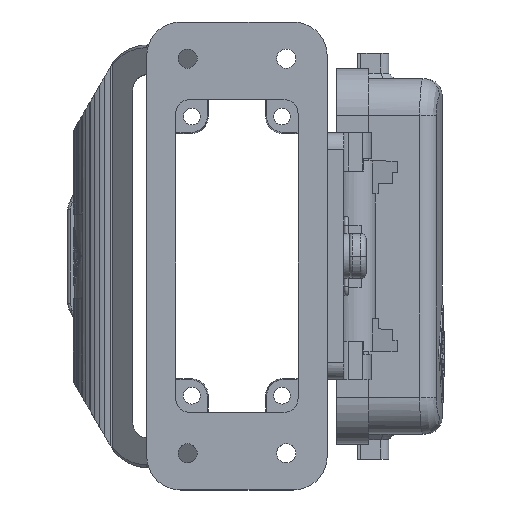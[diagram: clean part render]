
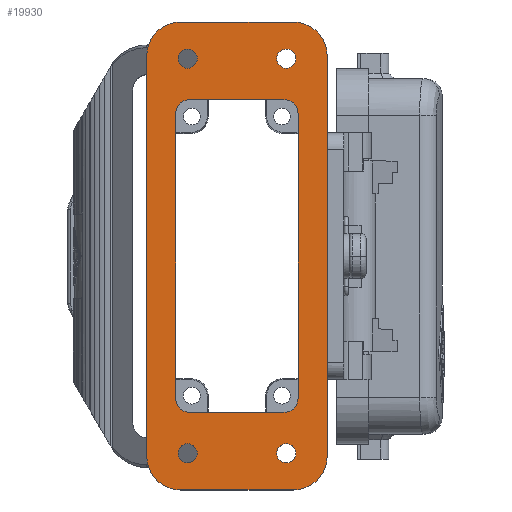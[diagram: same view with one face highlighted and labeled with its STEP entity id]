
A CAD part, top view. The second image highlights one B-rep face of the part: STEP entity #19930.
In plain terms, the highlighted face is planar.
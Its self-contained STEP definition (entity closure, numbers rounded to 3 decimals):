
#16570=CARTESIAN_POINT('',(28.15,-23.8,
6.05));
#16580=DIRECTION('',(0.,-1.,0.));
#16590=DIRECTION('',(0.,0.,-1.));
#16600=AXIS2_PLACEMENT_3D('',#16570,#16580,#16590);
#16610=CIRCLE('',#16600,2.5);
#16620=CARTESIAN_POINT('',(28.15,-23.8,
3.55));
#16630=VERTEX_POINT('',#16620);
#16640=CARTESIAN_POINT('',(30.65,-23.8,
6.05));
#16650=VERTEX_POINT('',#16640);
#16660=EDGE_CURVE('',#16630,#16650,#16610,.T.);
#16890=CARTESIAN_POINT('',(-22.35,-23.8,
6.05));
#16900=DIRECTION('',(0.,-1.,0.));
#16910=DIRECTION('',(0.,0.,-1.));
#16920=AXIS2_PLACEMENT_3D('',#16890,#16900,#16910);
#16930=CIRCLE('',#16920,2.5);
#16940=CARTESIAN_POINT('',(-24.85,-23.8,
6.05));
#16950=VERTEX_POINT('',#16940);
#16960=CARTESIAN_POINT('',(-22.35,-23.8,
3.55));
#16970=VERTEX_POINT('',#16960);
#16980=EDGE_CURVE('',#16950,#16970,#16930,.T.);
#17260=CARTESIAN_POINT('',(30.65,-23.8,
22.75));
#17270=VERTEX_POINT('',#17260);
#17300=CARTESIAN_POINT('',(30.65,-23.8,0.));
#17310=DIRECTION('',(0.,0.,1.));
#17320=VECTOR('',#17310,1.);
#17330=LINE('',#17300,#17320);
#17340=EDGE_CURVE('',#16650,#17270,#17330,.T.);
#17450=CARTESIAN_POINT('',(28.15,-23.8,
22.75));
#17460=DIRECTION('',(0.,-1.,0.));
#17470=DIRECTION('',(0.,0.,-1.));
#17480=AXIS2_PLACEMENT_3D('',#17450,#17460,#17470);
#17490=CIRCLE('',#17480,2.5);
#17500=CARTESIAN_POINT('',(28.15,-23.8,
25.25));
#17510=VERTEX_POINT('',#17500);
#17520=EDGE_CURVE('',#17270,#17510,#17490,.T.);
#17750=CARTESIAN_POINT('',(-22.35,-23.8,
25.25));
#17760=VERTEX_POINT('',#17750);
#17790=CARTESIAN_POINT('',(0.,-23.8,25.25));
#17800=DIRECTION('',(-1.,0.,0.));
#17810=VECTOR('',#17800,1.);
#17820=LINE('',#17790,#17810);
#17830=EDGE_CURVE('',#17510,#17760,#17820,.T.);
#17940=CARTESIAN_POINT('',(-22.35,-23.8,
22.75));
#17950=DIRECTION('',(0.,-1.,0.));
#17960=DIRECTION('',(0.,0.,-1.));
#17970=AXIS2_PLACEMENT_3D('',#17940,#17950,#17960);
#17980=CIRCLE('',#17970,2.5);
#17990=CARTESIAN_POINT('',(-24.85,-23.8,
22.75));
#18000=VERTEX_POINT('',#17990);
#18010=EDGE_CURVE('',#17760,#18000,#17980,.T.);
#18190=CARTESIAN_POINT('',(-24.85,-23.8,0.));
#18200=DIRECTION('',(0.,0.,-1.));
#18210=VECTOR('',#18200,1.);
#18220=LINE('',#18190,#18210);
#18230=EDGE_CURVE('',#18000,#16950,#18220,.T.);
#18360=CARTESIAN_POINT('',(0.,-23.8,3.55));
#18370=DIRECTION('',(1.,0.,0.));
#18380=VECTOR('',#18370,1.);
#18390=LINE('',#18360,#18380);
#18400=EDGE_CURVE('',#16970,#16630,#18390,.T.);
#18480=CARTESIAN_POINT('',(36.679,-23.8,
26.221));
#18490=DIRECTION('',(0.,-1.,0.));
#18500=DIRECTION('',(0.,0.,-1.));
#18510=AXIS2_PLACEMENT_3D('',#18480,#18490,#18500);
#18520=PLANE('',#18510);
#18530=CARTESIAN_POINT('',(37.9,-23.8,
5.65));
#18540=DIRECTION('',(0.,-1.,0.));
#18550=DIRECTION('',(0.,0.,1.));
#18560=AXIS2_PLACEMENT_3D('',#18530,#18540,#18550);
#18570=CIRCLE('',#18560,1.7);
#18580=CARTESIAN_POINT('',(37.9,-23.8,
7.35));
#18590=VERTEX_POINT('',#18580);
#18600=CARTESIAN_POINT('',(37.9,-23.8,
3.95));
#18610=VERTEX_POINT('',#18600);
#18620=EDGE_CURVE('',#18590,#18610,#18570,.T.);
#18630=ORIENTED_EDGE('',*,*,#18620,.F.);
#18640=EDGE_CURVE('',#18610,#18590,#18570,.T.);
#18650=ORIENTED_EDGE('',*,*,#18640,.F.);
#18660=EDGE_LOOP('',(#18650,#18630));
#18670=FACE_BOUND('',#18660,.T.);
#18680=ORIENTED_EDGE('',*,*,#18010,.F.);
#18690=ORIENTED_EDGE('',*,*,#18230,.F.);
#18700=ORIENTED_EDGE('',*,*,#16980,.F.);
#18710=ORIENTED_EDGE('',*,*,#18400,.F.);
#18720=ORIENTED_EDGE('',*,*,#16660,.F.);
#18730=ORIENTED_EDGE('',*,*,#17340,.F.);
#18740=ORIENTED_EDGE('',*,*,#17520,.F.);
#18750=ORIENTED_EDGE('',*,*,#17830,.F.);
#18760=EDGE_LOOP('',(#18750,#18740,#18730,#18720,#18710,#18700,#18690,
#18680));
#18770=FACE_BOUND('',#18760,.T.);
#18780=CARTESIAN_POINT('',(-32.1,-23.8,
5.65));
#18790=DIRECTION('',(0.,-1.,0.));
#18800=DIRECTION('',(0.,0.,1.));
#18810=AXIS2_PLACEMENT_3D('',#18780,#18790,#18800);
#18820=CIRCLE('',#18810,1.7);
#18830=CARTESIAN_POINT('',(-32.1,-23.8,
7.35));
#18840=VERTEX_POINT('',#18830);
#18850=CARTESIAN_POINT('',(-32.1,-23.8,
3.95));
#18860=VERTEX_POINT('',#18850);
#18870=EDGE_CURVE('',#18840,#18860,#18820,.T.);
#18880=ORIENTED_EDGE('',*,*,#18870,.F.);
#18890=EDGE_CURVE('',#18860,#18840,#18820,.T.);
#18900=ORIENTED_EDGE('',*,*,#18890,.F.);
#18910=EDGE_LOOP('',(#18900,#18880));
#18920=FACE_BOUND('',#18910,.T.);
#18930=CARTESIAN_POINT('',(-32.1,-23.8,
23.15));
#18940=DIRECTION('',(0.,-1.,0.));
#18950=DIRECTION('',(0.,0.,1.));
#18960=AXIS2_PLACEMENT_3D('',#18930,#18940,#18950);
#18970=CIRCLE('',#18960,1.7);
#18980=CARTESIAN_POINT('',(-32.1,-23.8,
24.85));
#18990=VERTEX_POINT('',#18980);
#19000=CARTESIAN_POINT('',(-32.1,-23.8,
21.45));
#19010=VERTEX_POINT('',#19000);
#19020=EDGE_CURVE('',#18990,#19010,#18970,.T.);
#19030=ORIENTED_EDGE('',*,*,#19020,.F.);
#19040=EDGE_CURVE('',#19010,#18990,#18970,.T.);
#19050=ORIENTED_EDGE('',*,*,#19040,.F.);
#19060=EDGE_LOOP('',(#19050,#19030));
#19070=FACE_BOUND('',#19060,.T.);
#19080=CARTESIAN_POINT('',(37.9,-23.8,
23.15));
#19090=DIRECTION('',(0.,-1.,0.));
#19100=DIRECTION('',(0.,0.,1.));
#19110=AXIS2_PLACEMENT_3D('',#19080,#19090,#19100);
#19120=CIRCLE('',#19110,1.7);
#19130=CARTESIAN_POINT('',(37.9,-23.8,
24.85));
#19140=VERTEX_POINT('',#19130);
#19150=CARTESIAN_POINT('',(37.9,-23.8,
21.45));
#19160=VERTEX_POINT('',#19150);
#19170=EDGE_CURVE('',#19140,#19160,#19120,.T.);
#19180=ORIENTED_EDGE('',*,*,#19170,.F.);
#19190=EDGE_CURVE('',#19160,#19140,#19120,.T.);
#19200=ORIENTED_EDGE('',*,*,#19190,.F.);
#19210=EDGE_LOOP('',(#19200,#19180));
#19220=FACE_BOUND('',#19210,.T.);
#19230=CARTESIAN_POINT('',(0.,-23.8,30.4));
#19240=DIRECTION('',(1.,0.,0.));
#19250=VECTOR('',#19240,1.);
#19260=LINE('',#19230,#19250);
#19270=CARTESIAN_POINT('',(-32.6,-23.8,
30.4));
#19280=VERTEX_POINT('',#19270);
#19290=CARTESIAN_POINT('',(38.4,-23.8,
30.4));
#19300=VERTEX_POINT('',#19290);
#19310=EDGE_CURVE('',#19280,#19300,#19260,.T.);
#19320=ORIENTED_EDGE('',*,*,#19310,.F.);
#19330=CARTESIAN_POINT('',(38.4,-23.8,
24.4));
#19340=DIRECTION('',(0.,-1.,0.));
#19350=DIRECTION('',(0.,0.,-1.));
#19360=AXIS2_PLACEMENT_3D('',#19330,#19340,#19350);
#19370=CIRCLE('',#19360,6.);
#19380=CARTESIAN_POINT('',(44.4,-23.8,
24.4));
#19390=VERTEX_POINT('',#19380);
#19400=EDGE_CURVE('',#19390,#19300,#19370,.T.);
#19410=ORIENTED_EDGE('',*,*,#19400,.T.);
#19420=CARTESIAN_POINT('',(44.4,-23.8,0.));
#19430=DIRECTION('',(0.,0.,-1.));
#19440=VECTOR('',#19430,1.);
#19450=LINE('',#19420,#19440);
#19460=CARTESIAN_POINT('',(44.4,-23.8,
4.4));
#19470=VERTEX_POINT('',#19460);
#19480=EDGE_CURVE('',#19390,#19470,#19450,.T.);
#19490=ORIENTED_EDGE('',*,*,#19480,.F.);
#19500=CARTESIAN_POINT('',(38.4,-23.8,
4.4));
#19510=DIRECTION('',(0.,-1.,0.));
#19520=DIRECTION('',(0.,0.,-1.));
#19530=AXIS2_PLACEMENT_3D('',#19500,#19510,#19520);
#19540=CIRCLE('',#19530,6.);
#19550=CARTESIAN_POINT('',(38.4,-23.8,
-1.6));
#19560=VERTEX_POINT('',#19550);
#19570=EDGE_CURVE('',#19560,#19470,#19540,.T.);
#19580=ORIENTED_EDGE('',*,*,#19570,.T.);
#19590=CARTESIAN_POINT('',(0.,-23.8,-1.6));
#19600=DIRECTION('',(-1.,0.,0.));
#19610=VECTOR('',#19600,1.);
#19620=LINE('',#19590,#19610);
#19630=CARTESIAN_POINT('',(-32.6,-23.8,
-1.6));
#19640=VERTEX_POINT('',#19630);
#19650=EDGE_CURVE('',#19560,#19640,#19620,.T.);
#19660=ORIENTED_EDGE('',*,*,#19650,.F.);
#19670=CARTESIAN_POINT('',(-32.6,-23.8,
4.4));
#19680=DIRECTION('',(0.,-1.,0.));
#19690=DIRECTION('',(0.,0.,-1.));
#19700=AXIS2_PLACEMENT_3D('',#19670,#19680,#19690);
#19710=CIRCLE('',#19700,6.);
#19720=CARTESIAN_POINT('',(-38.6,-23.8,
4.4));
#19730=VERTEX_POINT('',#19720);
#19740=EDGE_CURVE('',#19730,#19640,#19710,.T.);
#19750=ORIENTED_EDGE('',*,*,#19740,.T.);
#19760=CARTESIAN_POINT('',(-38.6,-23.8,0.));
#19770=DIRECTION('',(0.,0.,1.));
#19780=VECTOR('',#19770,1.);
#19790=LINE('',#19760,#19780);
#19800=CARTESIAN_POINT('',(-38.6,-23.8,
24.4));
#19810=VERTEX_POINT('',#19800);
#19820=EDGE_CURVE('',#19730,#19810,#19790,.T.);
#19830=ORIENTED_EDGE('',*,*,#19820,.F.);
#19840=CARTESIAN_POINT('',(-32.6,-23.8,
24.4));
#19850=DIRECTION('',(0.,-1.,0.));
#19860=DIRECTION('',(0.,0.,-1.));
#19870=AXIS2_PLACEMENT_3D('',#19840,#19850,#19860);
#19880=CIRCLE('',#19870,6.);
#19890=EDGE_CURVE('',#19280,#19810,#19880,.T.);
#19900=ORIENTED_EDGE('',*,*,#19890,.T.);
#19910=EDGE_LOOP('',(#19900,#19830,#19750,#19660,#19580,#19490,#19410,
#19320));
#19920=FACE_OUTER_BOUND('',#19910,.T.);
#19930=ADVANCED_FACE('',(#18670,#18770,#18920,#19070,#19220,#19920),
#18520,.T.);
